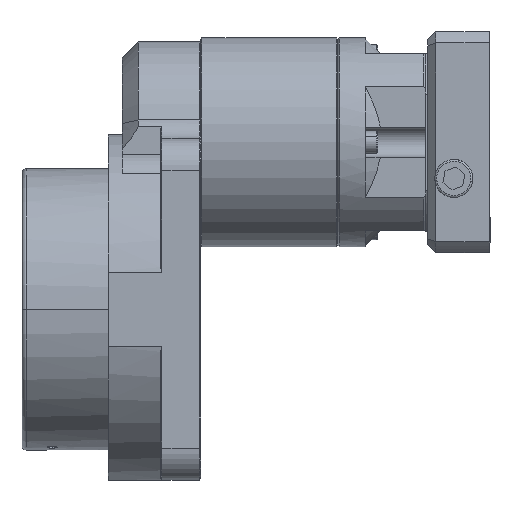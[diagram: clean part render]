
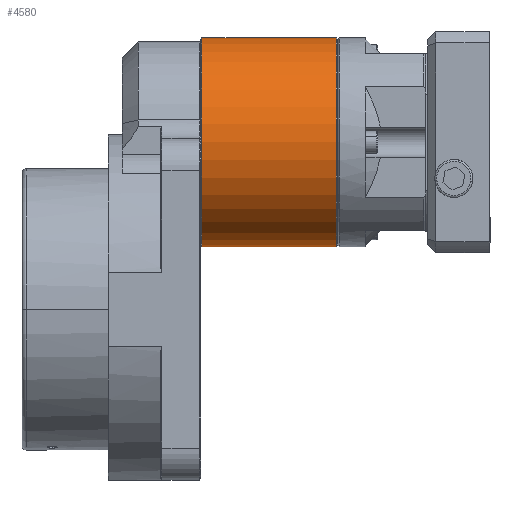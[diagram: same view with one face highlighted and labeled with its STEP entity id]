
A CAD part, left-side view. The second image highlights one B-rep face of the part: STEP entity #4580.
In plain terms, the highlighted cylindrical face has radius 26 mm (diameter 52 mm), a partial arc.
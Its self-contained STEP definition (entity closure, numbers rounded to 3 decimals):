
#528 = ORIENTED_EDGE ( 'NONE', *, *, #16495, .T. ) ;
#986 = FACE_OUTER_BOUND ( 'NONE', #7545, .T. ) ;
#1232 = CARTESIAN_POINT ( 'NONE',  ( 0., -0.3, 67.6 ) ) ;
#1306 = CARTESIAN_POINT ( 'NONE',  ( 0., -0.3, 41.6 ) ) ;
#2213 = VECTOR ( 'NONE', #5706, 1000. ) ;
#2325 = CARTESIAN_POINT ( 'NONE',  ( 0., -34., 41.6 ) ) ;
#2799 = CIRCLE ( 'NONE', #17396, 26. ) ;
#2924 = DIRECTION ( 'NONE',  ( 0., 0., 1. ) ) ;
#3806 = CARTESIAN_POINT ( 'NONE',  ( 0., -33.7, 15.6 ) ) ;
#4112 = CARTESIAN_POINT ( 'NONE',  ( 0., -34., 67.6 ) ) ;
#4580 = ADVANCED_FACE ( 'NONE', ( #986 ), #13260, .T. ) ;
#4782 = CARTESIAN_POINT ( 'NONE',  ( 0., -33.7, 41.6 ) ) ;
#5108 = VERTEX_POINT ( 'NONE', #13432 ) ;
#5204 = EDGE_CURVE ( 'NONE', #17434, #11787, #6441, .T. ) ;
#5253 = LINE ( 'NONE', #5940, #17531 ) ;
#5679 = ORIENTED_EDGE ( 'NONE', *, *, #17566, .T. ) ;
#5706 = DIRECTION ( 'NONE',  ( 0., -1., 0. ) ) ;
#5940 = CARTESIAN_POINT ( 'NONE',  ( 0., -34., 15.6 ) ) ;
#5999 = AXIS2_PLACEMENT_3D ( 'NONE', #2325, #18331, #11975 ) ;
#6053 = EDGE_CURVE ( 'NONE', #17434, #5108, #2799, .T. ) ;
#6379 = DIRECTION ( 'NONE',  ( 0., 0., 1. ) ) ;
#6441 = LINE ( 'NONE', #4112, #2213 ) ;
#7545 = EDGE_LOOP ( 'NONE', ( #12901, #528, #5679, #15938 ) ) ;
#7570 = DIRECTION ( 'NONE',  ( 0., -1., 0. ) ) ;
#9944 = AXIS2_PLACEMENT_3D ( 'NONE', #4782, #15974, #6379 ) ;
#11723 = VERTEX_POINT ( 'NONE', #3806 ) ;
#11787 = VERTEX_POINT ( 'NONE', #15215 ) ;
#11975 = DIRECTION ( 'NONE',  ( 0., 0., 1. ) ) ;
#12524 = DIRECTION ( 'NONE',  ( 0., -1., 0. ) ) ;
#12901 = ORIENTED_EDGE ( 'NONE', *, *, #6053, .T. ) ;
#13260 = CYLINDRICAL_SURFACE ( 'NONE', #5999, 26. ) ;
#13432 = CARTESIAN_POINT ( 'NONE',  ( 0., -0.3, 15.6 ) ) ;
#15215 = CARTESIAN_POINT ( 'NONE',  ( 0., -33.7, 67.6 ) ) ;
#15490 = CIRCLE ( 'NONE', #9944, 26. ) ;
#15938 = ORIENTED_EDGE ( 'NONE', *, *, #5204, .F. ) ;
#15974 = DIRECTION ( 'NONE',  ( 0., 1., 0. ) ) ;
#16495 = EDGE_CURVE ( 'NONE', #5108, #11723, #5253, .T. ) ;
#17396 = AXIS2_PLACEMENT_3D ( 'NONE', #1306, #12524, #2924 ) ;
#17434 = VERTEX_POINT ( 'NONE', #1232 ) ;
#17531 = VECTOR ( 'NONE', #7570, 1000. ) ;
#17566 = EDGE_CURVE ( 'NONE', #11723, #11787, #15490, .T. ) ;
#18331 = DIRECTION ( 'NONE',  ( 0., -1., 0. ) ) ;
